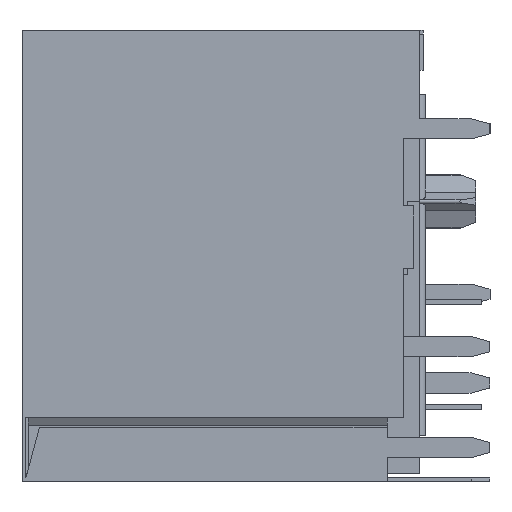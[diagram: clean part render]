
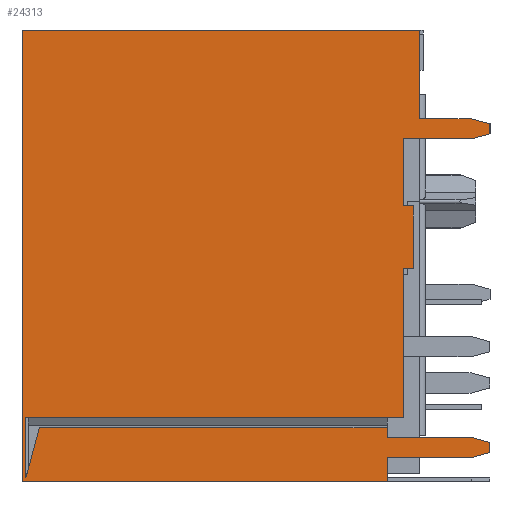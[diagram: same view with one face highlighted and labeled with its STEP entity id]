
A CAD part, left-side view. The second image highlights one B-rep face of the part: STEP entity #24313.
In plain terms, the highlighted planar face has unit normal (-1, 0, 0).
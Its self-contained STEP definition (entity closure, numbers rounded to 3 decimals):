
#72=DIRECTION('',(0.,0.,1.));
#73=VECTOR('',#72,0.625);
#74=CARTESIAN_POINT('',(-22.606,-10.351,-25.649));
#75=LINE('',#74,#73);
#76=DIRECTION('',(0.,-1.,0.));
#77=VECTOR('',#76,5.297);
#78=CARTESIAN_POINT('',(-22.606,-10.351,-25.649));
#79=LINE('',#78,#77);
#80=DIRECTION('',(0.,-0.966,-0.259));
#81=VECTOR('',#80,1.227);
#82=CARTESIAN_POINT('',(-22.606,-15.648,-25.649));
#83=LINE('',#82,#81);
#84=DIRECTION('',(0.,0.,-1.));
#85=VECTOR('',#84,0.635);
#86=CARTESIAN_POINT('',(-22.606,-16.833,-25.966));
#87=LINE('',#86,#85);
#88=DIRECTION('',(0.,0.966,-0.259));
#89=VECTOR('',#88,1.227);
#90=CARTESIAN_POINT('',(-22.606,-16.833,-26.601));
#91=LINE('',#90,#89);
#92=DIRECTION('',(0.,1.,0.));
#93=VECTOR('',#92,5.297);
#94=CARTESIAN_POINT('',(-22.606,-15.648,-26.919));
#95=LINE('',#94,#93);
#96=DIRECTION('',(0.,0.,1.));
#97=VECTOR('',#96,1.529);
#98=CARTESIAN_POINT('',(-22.606,-10.351,-28.448));
#99=LINE('',#98,#97);
#100=DIRECTION('',(0.,1.,0.));
#101=VECTOR('',#100,22.987);
#102=CARTESIAN_POINT('',(-22.606,-10.351,-28.448));
#103=LINE('',#102,#101);
#104=DIRECTION('',(0.,0.,1.));
#105=VECTOR('',#104,28.448);
#106=CARTESIAN_POINT('',(-22.606,12.637,-28.448));
#107=LINE('',#106,#105);
#108=DIRECTION('',(0.,-1.,0.));
#109=VECTOR('',#108,25.024);
#110=CARTESIAN_POINT('',(-22.606,12.637,0.));
#111=LINE('',#110,#109);
#112=DIRECTION('',(0.,0.,-1.));
#113=VECTOR('',#112,5.583);
#114=CARTESIAN_POINT('',(-22.606,-12.388,0.));
#115=LINE('',#114,#113);
#116=DIRECTION('',(0.,-1.,0.));
#117=VECTOR('',#116,3.26);
#118=CARTESIAN_POINT('',(-22.606,-12.388,-5.583));
#119=LINE('',#118,#117);
#120=DIRECTION('',(0.,-0.966,-0.259));
#121=VECTOR('',#120,1.227);
#122=CARTESIAN_POINT('',(-22.606,-15.648,-5.583));
#123=LINE('',#122,#121);
#124=DIRECTION('',(0.,0.,-1.));
#125=VECTOR('',#124,0.635);
#126=CARTESIAN_POINT('',(-22.606,-16.833,-5.9));
#127=LINE('',#126,#125);
#128=DIRECTION('',(0.,0.966,-0.259));
#129=VECTOR('',#128,1.227);
#130=CARTESIAN_POINT('',(-22.606,-16.833,-6.535));
#131=LINE('',#130,#129);
#132=DIRECTION('',(0.,0.,-1.));
#133=VECTOR('',#132,4.221);
#134=CARTESIAN_POINT('',(-22.606,-11.361,-6.853));
#135=LINE('',#134,#133);
#136=DIRECTION('',(0.,-1.,0.));
#137=VECTOR('',#136,0.63);
#138=CARTESIAN_POINT('',(-22.606,-11.361,-11.074));
#139=LINE('',#138,#137);
#140=DIRECTION('',(0.,0.,-1.));
#141=VECTOR('',#140,9.403);
#142=CARTESIAN_POINT('',(-22.606,-11.361,-14.986));
#143=LINE('',#142,#141);
#144=DIRECTION('',(0.,1.,0.));
#145=VECTOR('',#144,1.011);
#146=CARTESIAN_POINT('',(-22.606,-11.361,-24.389));
#147=LINE('',#146,#145);
#148=DIRECTION('',(0.,1.,0.));
#149=VECTOR('',#148,22.606);
#150=CARTESIAN_POINT('',(-22.606,-10.351,-24.389));
#151=LINE('',#150,#149);
#152=DIRECTION('',(0.,1.,0.));
#153=VECTOR('',#152,0.132);
#154=CARTESIAN_POINT('',(-22.606,12.256,-24.389));
#155=LINE('',#154,#153);
#156=DIRECTION('',(0.,-0.259,0.966));
#157=VECTOR('',#156,3.287);
#158=CARTESIAN_POINT('',(-22.606,12.388,-28.199));
#159=LINE('',#158,#157);
#160=DIRECTION('',(0.,1.,0.));
#161=VECTOR('',#160,21.887);
#162=CARTESIAN_POINT('',(-22.606,-10.351,-25.024));
#163=LINE('',#162,#161);
#292=DIRECTION('',(0.,0.,1.));
#293=VECTOR('',#292,3.81);
#294=CARTESIAN_POINT('',(-22.606,12.388,-28.199));
#295=LINE('',#294,#293);
#804=DIRECTION('',(0.,-1.,0.));
#805=VECTOR('',#804,0.63);
#806=CARTESIAN_POINT('',(-22.606,-11.361,-14.986));
#807=LINE('',#806,#805);
#18322=DIRECTION('',(0.,-1.,0.));
#18323=VECTOR('',#18322,4.286);
#18324=CARTESIAN_POINT('',(-22.606,-11.361,-6.853));
#18325=LINE('',#18324,#18323);
#18350=DIRECTION('',(0.,0.,-1.));
#18351=VECTOR('',#18350,3.912);
#18352=CARTESIAN_POINT('',(-22.606,-11.991,-11.074));
#18353=LINE('',#18352,#18351);
#18458=CARTESIAN_POINT('',(-22.606,12.637,-28.448));
#18459=CARTESIAN_POINT('',(-22.606,12.637,0.));
#18460=VERTEX_POINT('',#18458);
#18461=VERTEX_POINT('',#18459);
#18486=CARTESIAN_POINT('',(-22.606,-12.388,0.));
#18488=VERTEX_POINT('',#18486);
#18988=CARTESIAN_POINT('',(-22.606,-11.991,-11.074));
#18989=VERTEX_POINT('',#18988);
#19000=CARTESIAN_POINT('',(-22.606,-11.991,-14.986));
#19001=VERTEX_POINT('',#19000);
#19126=CARTESIAN_POINT('',(-22.606,-10.351,-28.448));
#19127=VERTEX_POINT('',#19126);
#19374=CARTESIAN_POINT('',(-22.606,12.388,-24.389));
#19375=VERTEX_POINT('',#19374);
#19382=CARTESIAN_POINT('',(-22.606,-10.351,-25.024));
#19384=VERTEX_POINT('',#19382);
#19478=CARTESIAN_POINT('',(-22.606,12.388,-28.199));
#19479=CARTESIAN_POINT('',(-22.606,11.537,-25.024));
#19480=VERTEX_POINT('',#19478);
#19481=VERTEX_POINT('',#19479);
#19552=CARTESIAN_POINT('',(-22.606,-10.351,-24.389));
#19553=CARTESIAN_POINT('',(-22.606,12.256,-24.389));
#19554=VERTEX_POINT('',#19552);
#19555=VERTEX_POINT('',#19553);
#19568=CARTESIAN_POINT('',(-22.606,-15.648,-5.583));
#19569=CARTESIAN_POINT('',(-22.606,-16.833,-5.9));
#19570=VERTEX_POINT('',#19568);
#19571=VERTEX_POINT('',#19569);
#19572=CARTESIAN_POINT('',(-22.606,-16.833,-6.535));
#19573=VERTEX_POINT('',#19572);
#19574=CARTESIAN_POINT('',(-22.606,-15.648,-6.853));
#19575=VERTEX_POINT('',#19574);
#19584=CARTESIAN_POINT('',(-22.606,-12.388,-5.583));
#19586=VERTEX_POINT('',#19584);
#19588=CARTESIAN_POINT('',(-22.606,-15.648,-25.649));
#19589=CARTESIAN_POINT('',(-22.606,-16.833,-25.966));
#19590=VERTEX_POINT('',#19588);
#19591=VERTEX_POINT('',#19589);
#19592=CARTESIAN_POINT('',(-22.606,-16.833,-26.601));
#19593=VERTEX_POINT('',#19592);
#19594=CARTESIAN_POINT('',(-22.606,-15.648,-26.919));
#19595=VERTEX_POINT('',#19594);
#19604=CARTESIAN_POINT('',(-22.606,-10.351,-25.649));
#19606=VERTEX_POINT('',#19604);
#19608=CARTESIAN_POINT('',(-22.606,-10.351,-26.919));
#19610=VERTEX_POINT('',#19608);
#19612=CARTESIAN_POINT('',(-22.606,-11.361,-6.853));
#19613=CARTESIAN_POINT('',(-22.606,-11.361,-11.074));
#19614=VERTEX_POINT('',#19612);
#19615=VERTEX_POINT('',#19613);
#19616=CARTESIAN_POINT('',(-22.606,-11.361,-14.986));
#19617=CARTESIAN_POINT('',(-22.606,-11.361,-24.389));
#19618=VERTEX_POINT('',#19616);
#19619=VERTEX_POINT('',#19617);
#24252=CARTESIAN_POINT('',(-22.606,0.,0.));
#24253=DIRECTION('',(1.,0.,0.));
#24254=DIRECTION('',(0.,0.,-1.));
#24255=AXIS2_PLACEMENT_3D('',#24252,#24253,#24254);
#24256=PLANE('',#24255);
#24258=ORIENTED_EDGE('',*,*,#24257,.F.);
#24260=ORIENTED_EDGE('',*,*,#24259,.T.);
#24262=ORIENTED_EDGE('',*,*,#24261,.T.);
#24264=ORIENTED_EDGE('',*,*,#24263,.T.);
#24266=ORIENTED_EDGE('',*,*,#24265,.T.);
#24268=ORIENTED_EDGE('',*,*,#24267,.T.);
#24270=ORIENTED_EDGE('',*,*,#24269,.F.);
#24272=ORIENTED_EDGE('',*,*,#24271,.T.);
#24274=ORIENTED_EDGE('',*,*,#24273,.T.);
#24276=ORIENTED_EDGE('',*,*,#24275,.T.);
#24278=ORIENTED_EDGE('',*,*,#24277,.T.);
#24280=ORIENTED_EDGE('',*,*,#24279,.T.);
#24282=ORIENTED_EDGE('',*,*,#24281,.T.);
#24284=ORIENTED_EDGE('',*,*,#24283,.T.);
#24286=ORIENTED_EDGE('',*,*,#24285,.T.);
#24288=ORIENTED_EDGE('',*,*,#24287,.F.);
#24290=ORIENTED_EDGE('',*,*,#24289,.T.);
#24292=ORIENTED_EDGE('',*,*,#24291,.T.);
#24294=ORIENTED_EDGE('',*,*,#24293,.T.);
#24296=ORIENTED_EDGE('',*,*,#24295,.F.);
#24298=ORIENTED_EDGE('',*,*,#24297,.T.);
#24300=ORIENTED_EDGE('',*,*,#24299,.T.);
#24302=ORIENTED_EDGE('',*,*,#24301,.T.);
#24304=ORIENTED_EDGE('',*,*,#24303,.T.);
#24306=ORIENTED_EDGE('',*,*,#24305,.F.);
#24308=ORIENTED_EDGE('',*,*,#24307,.T.);
#24310=ORIENTED_EDGE('',*,*,#24309,.F.);
#24311=EDGE_LOOP('',(#24258,#24260,#24262,#24264,#24266,#24268,#24270,#24272,
#24274,#24276,#24278,#24280,#24282,#24284,#24286,#24288,#24290,#24292,#24294,
#24296,#24298,#24300,#24302,#24304,#24306,#24308,#24310));
#24312=FACE_OUTER_BOUND('',#24311,.F.);
#24313=ADVANCED_FACE('',(#24312),#24256,.F.);
#24257=EDGE_CURVE('',#19606,#19384,#75,.T.);
#24259=EDGE_CURVE('',#19606,#19590,#79,.T.);
#24261=EDGE_CURVE('',#19590,#19591,#83,.T.);
#24263=EDGE_CURVE('',#19591,#19593,#87,.T.);
#24265=EDGE_CURVE('',#19593,#19595,#91,.T.);
#24267=EDGE_CURVE('',#19595,#19610,#95,.T.);
#24269=EDGE_CURVE('',#19127,#19610,#99,.T.);
#24271=EDGE_CURVE('',#19127,#18460,#103,.T.);
#24273=EDGE_CURVE('',#18460,#18461,#107,.T.);
#24275=EDGE_CURVE('',#18461,#18488,#111,.T.);
#24277=EDGE_CURVE('',#18488,#19586,#115,.T.);
#24279=EDGE_CURVE('',#19586,#19570,#119,.T.);
#24281=EDGE_CURVE('',#19570,#19571,#123,.T.);
#24283=EDGE_CURVE('',#19571,#19573,#127,.T.);
#24285=EDGE_CURVE('',#19573,#19575,#131,.T.);
#24287=EDGE_CURVE('',#19614,#19575,#18325,.T.);
#24289=EDGE_CURVE('',#19614,#19615,#135,.T.);
#24291=EDGE_CURVE('',#19615,#18989,#139,.T.);
#24293=EDGE_CURVE('',#18989,#19001,#18353,.T.);
#24295=EDGE_CURVE('',#19618,#19001,#807,.T.);
#24297=EDGE_CURVE('',#19618,#19619,#143,.T.);
#24299=EDGE_CURVE('',#19619,#19554,#147,.T.);
#24301=EDGE_CURVE('',#19554,#19555,#151,.T.);
#24303=EDGE_CURVE('',#19555,#19375,#155,.T.);
#24305=EDGE_CURVE('',#19480,#19375,#295,.T.);
#24307=EDGE_CURVE('',#19480,#19481,#159,.T.);
#24309=EDGE_CURVE('',#19384,#19481,#163,.T.);
